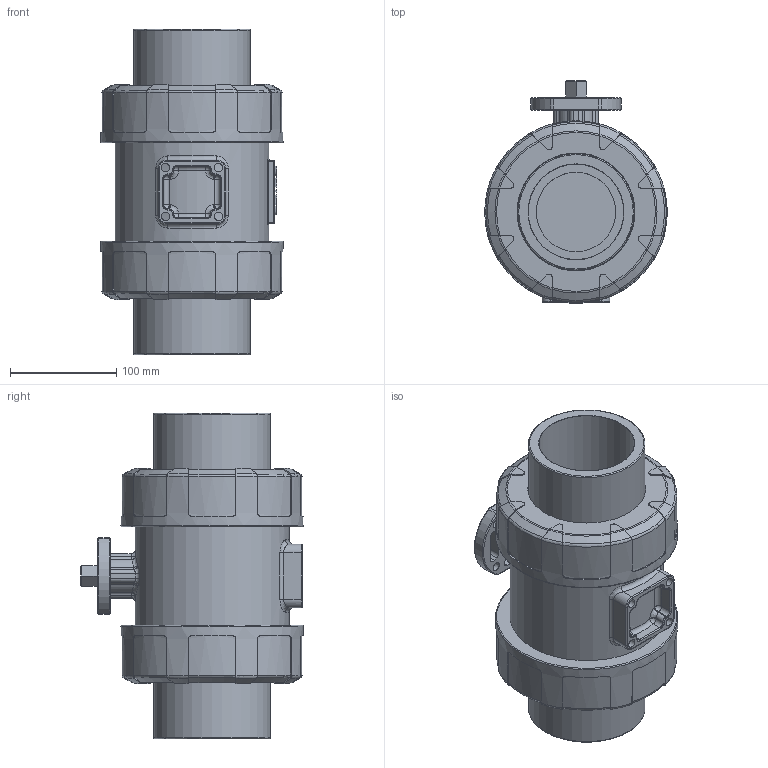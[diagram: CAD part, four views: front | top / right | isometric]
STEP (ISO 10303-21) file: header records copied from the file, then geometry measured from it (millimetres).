
FILE_DESCRIPTION(/* description */ (''),/* implementation_level */ '2;1');
FILE_NAME(/* name */ 'DN80_3D_STEP.stp',/* time_stamp */ '2025-07-15T19:00:40+03:00',/* author */ ('igorr'),/* organization */ (''),/* preprocessor_version */ 'ST-DEVELOPER v20',/* originating_system */ 'Autodesk Inventor 2025',/* authorisation */ '');
FILE_SCHEMA (('AUTOMOTIVE_DESIGN { 1 0 10303 214 3 1 1 }'));
Length unit declared in the file: millimetre
Products named in the file (1): Деталь1
Bounding box: 172 x 210 x 307 mm (x, y, z)
Volume: 3735864.2 mm3; surface area: 297798.5 mm2
Topology: 1 solids, 1 shells, 604 faces, 1547 edges, 973 vertices
Faces by surface type: cylinder 207, plane 172, torus 124, bspline 47, cone 34, sphere 20
Full cylindrical faces by diameter (mm): 8 x8, 30 x1, 75 x2, 90 x2, 110 x2, 111.2 x2, 145 x1, 172 x2
Entity records: 20841 total; most frequent: CARTESIAN_POINT 5945, ORIENTED_EDGE 3094, DIRECTION 2870, EDGE_CURVE 1547, AXIS2_PLACEMENT_3D 1123, VERTEX_POINT 973, EDGE_LOOP 648, LINE 624
